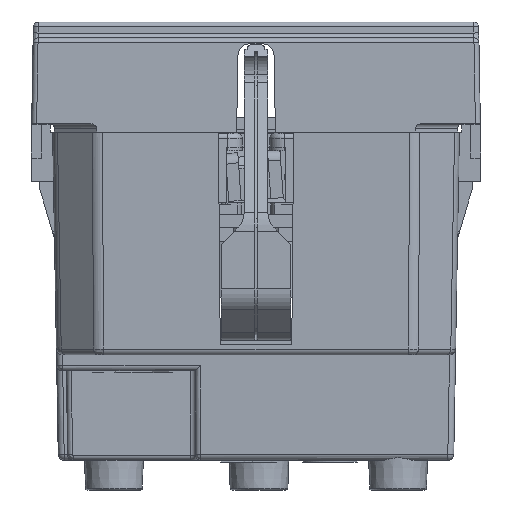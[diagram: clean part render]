
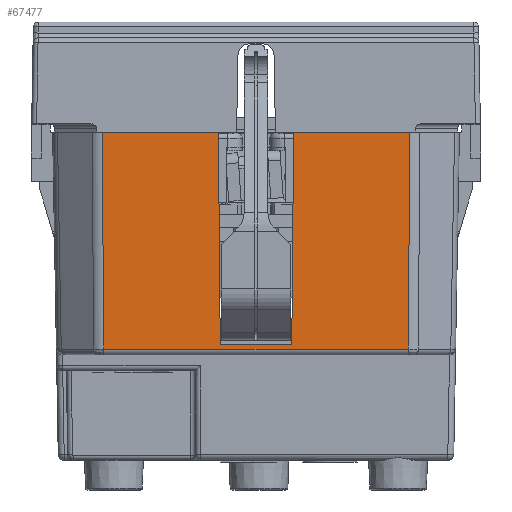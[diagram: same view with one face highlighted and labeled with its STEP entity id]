
A CAD part, left-side view. The second image highlights one B-rep face of the part: STEP entity #67477.
In plain terms, the highlighted planar face has unit normal (-1, 0, -0.018).
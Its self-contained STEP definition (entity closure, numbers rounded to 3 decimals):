
#47411=CARTESIAN_POINT('',(-21.94,15.327,
4.69));
#47422=CARTESIAN_POINT('',(-22.321,15.475,26.5));
#47428=DIRECTION('',(0.,1.,0.));
#47429=VECTOR('',#47428,30.654);
#47430=CARTESIAN_POINT('',(-21.94,-15.327,
4.69));
#47431=LINE('',#47430,#47429);
#47432=DIRECTION('',(-0.017,0.007,1.));
#47433=VECTOR('',#47432,21.814);
#47434=CARTESIAN_POINT('',(-21.94,15.327,
4.69));
#47435=LINE('',#47434,#47433);
#47436=DIRECTION('',(0.,1.,0.));
#47437=VECTOR('',#47436,11.688);
#47438=CARTESIAN_POINT('',(-22.321,3.787,26.5));
#47439=LINE('',#47438,#47437);
#47440=DIRECTION('',(0.,1.,0.));
#47441=VECTOR('',#47440,11.688);
#47442=CARTESIAN_POINT('',(-22.321,-15.475,26.5));
#47443=LINE('',#47442,#47441);
#47461=DIRECTION('',(-0.017,-0.007,1.));
#47462=VECTOR('',#47461,21.814);
#47463=CARTESIAN_POINT('',(-21.94,-15.327,
4.69));
#47464=LINE('',#47463,#47462);
#47469=CARTESIAN_POINT('',(-22.321,-15.475,26.5));
#47496=DIRECTION('',(0.017,-0.009,-1.));
#47497=VECTOR('',#47496,21.404);
#47498=CARTESIAN_POINT('',(-22.321,3.787,26.5));
#47499=LINE('',#47498,#47497);
#48042=DIRECTION('',(-0.017,-0.009,1.));
#48043=VECTOR('',#48042,21.404);
#48044=CARTESIAN_POINT('',(-21.947,-3.6,5.1));
#48045=LINE('',#48044,#48043);
#48058=DIRECTION('',(0.,-1.,0.));
#48059=VECTOR('',#48058,7.2);
#48060=CARTESIAN_POINT('',(-21.947,3.6,5.1));
#48061=LINE('',#48060,#48059);
#54115=CARTESIAN_POINT('',(-21.947,3.6,5.1));
#54116=CARTESIAN_POINT('',(-21.947,-3.6,5.1));
#54117=VERTEX_POINT('',#54115);
#54118=VERTEX_POINT('',#54116);
#54492=VERTEX_POINT('',#47422);
#54493=VERTEX_POINT('',#47469);
#54518=CARTESIAN_POINT('',(-22.321,3.787,26.5));
#54520=VERTEX_POINT('',#54518);
#54523=CARTESIAN_POINT('',(-22.321,-3.787,26.5));
#54525=VERTEX_POINT('',#54523);
#55568=VERTEX_POINT('',#47411);
#55571=CARTESIAN_POINT('',(-21.94,-15.327,
4.69));
#55572=VERTEX_POINT('',#55571);
#67457=CARTESIAN_POINT('',(-22.3,20.45,25.3));
#67458=DIRECTION('',(-1.,0.,-0.017));
#67459=DIRECTION('',(-0.017,0.,1.));
#67460=AXIS2_PLACEMENT_3D('',#67457,#67458,#67459);
#67461=PLANE('',#67460);
#67463=ORIENTED_EDGE('',*,*,#67462,.T.);
#67464=ORIENTED_EDGE('',*,*,#67452,.T.);
#67465=ORIENTED_EDGE('',*,*,#65442,.F.);
#67467=ORIENTED_EDGE('',*,*,#67466,.T.);
#67469=ORIENTED_EDGE('',*,*,#67468,.T.);
#67471=ORIENTED_EDGE('',*,*,#67470,.T.);
#67472=ORIENTED_EDGE('',*,*,#65361,.F.);
#67474=ORIENTED_EDGE('',*,*,#67473,.F.);
#67475=EDGE_LOOP('',(#67463,#67464,#67465,#67467,#67469,#67471,#67472,#67474));
#67476=FACE_OUTER_BOUND('',#67475,.F.);
#67477=ADVANCED_FACE('',(#67476),#67461,.T.);
#65361=EDGE_CURVE('',#54493,#54525,#47443,.T.);
#65442=EDGE_CURVE('',#54520,#54492,#47439,.T.);
#67452=EDGE_CURVE('',#55568,#54492,#47435,.T.);
#67462=EDGE_CURVE('',#55572,#55568,#47431,.T.);
#67466=EDGE_CURVE('',#54520,#54117,#47499,.T.);
#67468=EDGE_CURVE('',#54117,#54118,#48061,.T.);
#67470=EDGE_CURVE('',#54118,#54525,#48045,.T.);
#67473=EDGE_CURVE('',#55572,#54493,#47464,.T.);
